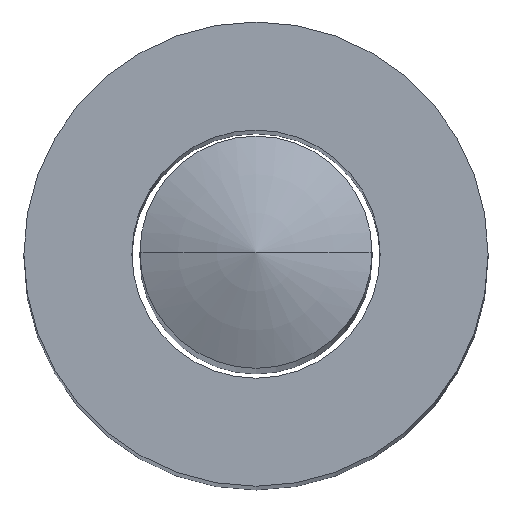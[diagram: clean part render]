
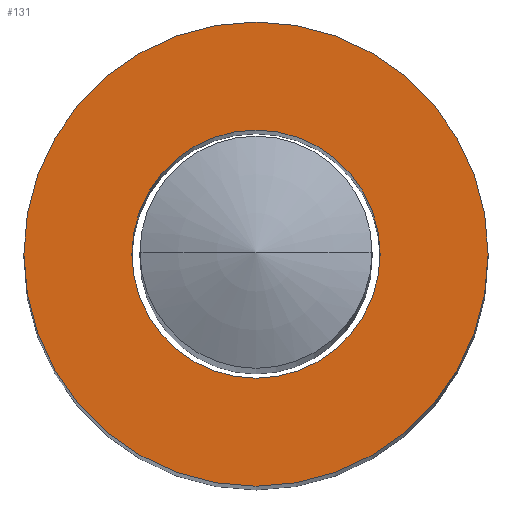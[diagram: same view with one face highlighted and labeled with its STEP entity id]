
A CAD part, top view. The second image highlights one B-rep face of the part: STEP entity #131.
In plain terms, the highlighted planar face has unit normal (0, 0, 1).
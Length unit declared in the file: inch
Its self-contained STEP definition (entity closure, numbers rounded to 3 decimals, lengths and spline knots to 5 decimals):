
#8 = CARTESIAN_POINT ( 'NONE',  ( -0.00535, 0., 0.09225 ) ) ;
#65 = EDGE_LOOP ( 'NONE', ( #183, #180 ) ) ;
#67 = EDGE_LOOP ( 'NONE', ( #218, #316 ) ) ;
#69 = CARTESIAN_POINT ( 'NONE',  ( 0.00535, 0., 0.09225 ) ) ;
#99 = CIRCLE ( 'NONE', #318, 0.00535 ) ;
#116 = CIRCLE ( 'NONE', #340, 0.01 ) ;
#131 = ADVANCED_FACE ( 'NONE', ( #168, #171 ), #225, .T. ) ;
#144 = CARTESIAN_POINT ( 'NONE',  ( -0.01, 0., 0.09225 ) ) ;
#149 = VERTEX_POINT ( 'NONE', #144 ) ;
#150 = VERTEX_POINT ( 'NONE', #221 ) ;
#168 = FACE_BOUND ( 'NONE', #67, .T. ) ;
#171 = FACE_OUTER_BOUND ( 'NONE', #65, .T. ) ;
#173 = CIRCLE ( 'NONE', #358, 0.00535 ) ;
#175 = CIRCLE ( 'NONE', #362, 0.01 ) ;
#180 = ORIENTED_EDGE ( 'NONE', *, *, #323, .F. ) ;
#183 = ORIENTED_EDGE ( 'NONE', *, *, #353, .F. ) ;
#212 = VERTEX_POINT ( 'NONE', #8 ) ;
#213 = VERTEX_POINT ( 'NONE', #69 ) ;
#218 = ORIENTED_EDGE ( 'NONE', *, *, #319, .T. ) ;
#220 = CARTESIAN_POINT ( 'NONE',  ( 0., 0.00535, 0.09225 ) ) ;
#221 = CARTESIAN_POINT ( 'NONE',  ( 0.01, 0., 0.09225 ) ) ;
#222 = DIRECTION ( 'NONE',  ( 0., 0., 1. ) ) ;
#225 = PLANE ( 'NONE',  #357 ) ;
#226 = DIRECTION ( 'NONE',  ( 1., 0., 0. ) ) ;
#228 = CARTESIAN_POINT ( 'NONE',  ( 0., 0., 0.09225 ) ) ;
#229 = DIRECTION ( 'NONE',  ( 0., 0., -1. ) ) ;
#230 = DIRECTION ( 'NONE',  ( -1., 0., 0. ) ) ;
#231 = CARTESIAN_POINT ( 'NONE',  ( 0., 0., 0.09225 ) ) ;
#232 = DIRECTION ( 'NONE',  ( 0., 0., -1. ) ) ;
#233 = DIRECTION ( 'NONE',  ( -1., 0., 0. ) ) ;
#243 = CARTESIAN_POINT ( 'NONE',  ( 0., 0., 0.09225 ) ) ;
#244 = DIRECTION ( 'NONE',  ( 0., 0., -1. ) ) ;
#245 = DIRECTION ( 'NONE',  ( -1., 0., 0. ) ) ;
#281 = CARTESIAN_POINT ( 'NONE',  ( 0., 0., 0.09225 ) ) ;
#282 = DIRECTION ( 'NONE',  ( 0., 0., -1. ) ) ;
#283 = DIRECTION ( 'NONE',  ( -1., 0., 0. ) ) ;
#316 = ORIENTED_EDGE ( 'NONE', *, *, #327, .T. ) ;
#318 = AXIS2_PLACEMENT_3D ( 'NONE', #243, #244, #245 ) ;
#319 = EDGE_CURVE ( 'NONE', #212, #213, #173, .T. ) ;
#323 = EDGE_CURVE ( 'NONE', #150, #149, #175, .T. ) ;
#327 = EDGE_CURVE ( 'NONE', #213, #212, #99, .T. ) ;
#340 = AXIS2_PLACEMENT_3D ( 'NONE', #281, #282, #283 ) ;
#353 = EDGE_CURVE ( 'NONE', #149, #150, #116, .T. ) ;
#357 = AXIS2_PLACEMENT_3D ( 'NONE', #220, #222, #226 ) ;
#358 = AXIS2_PLACEMENT_3D ( 'NONE', #228, #229, #230 ) ;
#362 = AXIS2_PLACEMENT_3D ( 'NONE', #231, #232, #233 ) ;
